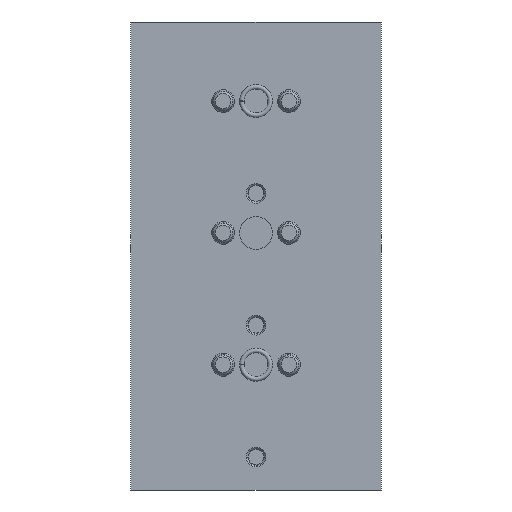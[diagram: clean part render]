
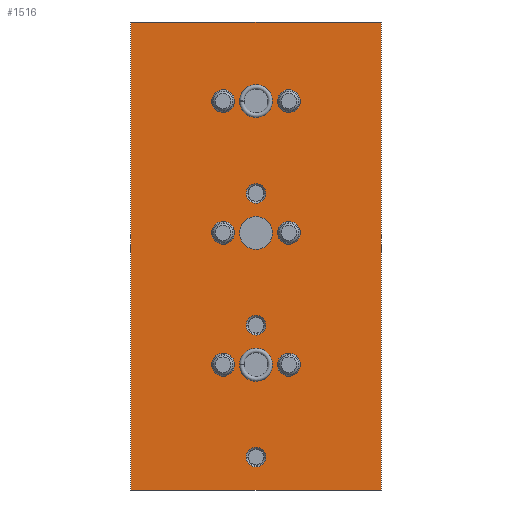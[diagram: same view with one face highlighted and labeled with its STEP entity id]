
A CAD part, front view. The second image highlights one B-rep face of the part: STEP entity #1516.
In plain terms, the highlighted planar face has unit normal (0, -1, 0).
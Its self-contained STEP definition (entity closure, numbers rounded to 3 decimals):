
#242=CIRCLE('',#1685,2.5);
#243=CIRCLE('',#1686,2.5);
#244=CIRCLE('',#1687,2.5);
#245=CIRCLE('',#1688,1.5);
#246=CIRCLE('',#1689,1.5);
#247=CIRCLE('',#1690,1.5);
#248=CIRCLE('',#1691,1.75);
#249=CIRCLE('',#1692,1.75);
#250=CIRCLE('',#1693,1.75);
#251=CIRCLE('',#1694,1.75);
#252=CIRCLE('',#1695,1.75);
#253=CIRCLE('',#1696,1.75);
#346=ORIENTED_EDGE('',*,*,#714,.F.);
#347=ORIENTED_EDGE('',*,*,#715,.F.);
#348=ORIENTED_EDGE('',*,*,#716,.F.);
#349=ORIENTED_EDGE('',*,*,#717,.F.);
#350=ORIENTED_EDGE('',*,*,#718,.F.);
#351=ORIENTED_EDGE('',*,*,#719,.F.);
#352=ORIENTED_EDGE('',*,*,#720,.F.);
#353=ORIENTED_EDGE('',*,*,#721,.F.);
#354=ORIENTED_EDGE('',*,*,#722,.F.);
#355=ORIENTED_EDGE('',*,*,#723,.F.);
#356=ORIENTED_EDGE('',*,*,#724,.F.);
#357=ORIENTED_EDGE('',*,*,#725,.F.);
#358=ORIENTED_EDGE('',*,*,#693,.F.);
#359=ORIENTED_EDGE('',*,*,#703,.F.);
#360=ORIENTED_EDGE('',*,*,#700,.F.);
#361=ORIENTED_EDGE('',*,*,#697,.F.);
#693=EDGE_CURVE('',#881,#882,#1027,.T.);
#697=EDGE_CURVE('',#882,#885,#1031,.T.);
#700=EDGE_CURVE('',#885,#887,#1034,.T.);
#703=EDGE_CURVE('',#887,#881,#1037,.T.);
#714=EDGE_CURVE('',#898,#898,#242,.T.);
#715=EDGE_CURVE('',#899,#899,#243,.T.);
#716=EDGE_CURVE('',#900,#900,#244,.T.);
#717=EDGE_CURVE('',#901,#901,#245,.T.);
#718=EDGE_CURVE('',#902,#902,#246,.T.);
#719=EDGE_CURVE('',#903,#903,#247,.T.);
#720=EDGE_CURVE('',#904,#904,#248,.T.);
#721=EDGE_CURVE('',#905,#905,#249,.T.);
#722=EDGE_CURVE('',#906,#906,#250,.T.);
#723=EDGE_CURVE('',#907,#907,#251,.T.);
#724=EDGE_CURVE('',#908,#908,#252,.T.);
#725=EDGE_CURVE('',#909,#909,#253,.T.);
#881=VERTEX_POINT('',#2342);
#882=VERTEX_POINT('',#2343);
#885=VERTEX_POINT('',#2351);
#887=VERTEX_POINT('',#2357);
#898=VERTEX_POINT('',#2385);
#899=VERTEX_POINT('',#2387);
#900=VERTEX_POINT('',#2389);
#901=VERTEX_POINT('',#2391);
#902=VERTEX_POINT('',#2393);
#903=VERTEX_POINT('',#2395);
#904=VERTEX_POINT('',#2397);
#905=VERTEX_POINT('',#2399);
#906=VERTEX_POINT('',#2401);
#907=VERTEX_POINT('',#2403);
#908=VERTEX_POINT('',#2405);
#909=VERTEX_POINT('',#2407);
#1027=LINE('',#2341,#1067);
#1031=LINE('',#2350,#1071);
#1034=LINE('',#2356,#1074);
#1037=LINE('',#2362,#1077);
#1067=VECTOR('',#1883,1000.);
#1071=VECTOR('',#1889,1000.);
#1074=VECTOR('',#1894,1000.);
#1077=VECTOR('',#1899,1000.);
#1121=EDGE_LOOP('',(#346));
#1122=EDGE_LOOP('',(#347));
#1123=EDGE_LOOP('',(#348));
#1124=EDGE_LOOP('',(#349));
#1125=EDGE_LOOP('',(#350));
#1126=EDGE_LOOP('',(#351));
#1127=EDGE_LOOP('',(#352));
#1128=EDGE_LOOP('',(#353));
#1129=EDGE_LOOP('',(#354));
#1130=EDGE_LOOP('',(#355));
#1131=EDGE_LOOP('',(#356));
#1132=EDGE_LOOP('',(#357));
#1133=EDGE_LOOP('',(#358,#359,#360,#361));
#1309=FACE_BOUND('',#1121,.T.);
#1310=FACE_BOUND('',#1122,.T.);
#1311=FACE_BOUND('',#1123,.T.);
#1312=FACE_BOUND('',#1124,.T.);
#1313=FACE_BOUND('',#1125,.T.);
#1314=FACE_BOUND('',#1126,.T.);
#1315=FACE_BOUND('',#1127,.T.);
#1316=FACE_BOUND('',#1128,.T.);
#1317=FACE_BOUND('',#1129,.T.);
#1318=FACE_BOUND('',#1130,.T.);
#1319=FACE_BOUND('',#1131,.T.);
#1320=FACE_BOUND('',#1132,.T.);
#1321=FACE_BOUND('',#1133,.T.);
#1490=PLANE('',#1684);
#1516=ADVANCED_FACE('',(#1309,#1310,#1311,#1312,#1313,#1314,#1315,#1316,
#1317,#1318,#1319,#1320,#1321),#1490,.F.);
#1684=AXIS2_PLACEMENT_3D('',#2383,#1921,#1922);
#1685=AXIS2_PLACEMENT_3D('',#2384,#1923,#1924);
#1686=AXIS2_PLACEMENT_3D('',#2386,#1925,#1926);
#1687=AXIS2_PLACEMENT_3D('',#2388,#1927,#1928);
#1688=AXIS2_PLACEMENT_3D('',#2390,#1929,#1930);
#1689=AXIS2_PLACEMENT_3D('',#2392,#1931,#1932);
#1690=AXIS2_PLACEMENT_3D('',#2394,#1933,#1934);
#1691=AXIS2_PLACEMENT_3D('',#2396,#1935,#1936);
#1692=AXIS2_PLACEMENT_3D('',#2398,#1937,#1938);
#1693=AXIS2_PLACEMENT_3D('',#2400,#1939,#1940);
#1694=AXIS2_PLACEMENT_3D('',#2402,#1941,#1942);
#1695=AXIS2_PLACEMENT_3D('',#2404,#1943,#1944);
#1696=AXIS2_PLACEMENT_3D('',#2406,#1945,#1946);
#1883=DIRECTION('',(0.,0.,1.));
#1889=DIRECTION('',(1.,0.,0.));
#1894=DIRECTION('',(0.,0.,-1.));
#1899=DIRECTION('',(-1.,0.,0.));
#1921=DIRECTION('',(0.,1.,0.));
#1922=DIRECTION('',(0.,0.,1.));
#1923=DIRECTION('',(0.,-1.,0.));
#1924=DIRECTION('',(0.,0.,-1.));
#1925=DIRECTION('',(0.,-1.,0.));
#1926=DIRECTION('',(0.,0.,-1.));
#1927=DIRECTION('',(0.,-1.,0.));
#1928=DIRECTION('',(0.,0.,-1.));
#1929=DIRECTION('',(0.,-1.,0.));
#1930=DIRECTION('',(0.,0.,-1.));
#1931=DIRECTION('',(0.,-1.,0.));
#1932=DIRECTION('',(0.,0.,-1.));
#1933=DIRECTION('',(0.,-1.,0.));
#1934=DIRECTION('',(0.,0.,-1.));
#1935=DIRECTION('',(0.,-1.,0.));
#1936=DIRECTION('',(0.,0.,-1.));
#1937=DIRECTION('',(0.,-1.,0.));
#1938=DIRECTION('',(0.,0.,-1.));
#1939=DIRECTION('',(0.,-1.,0.));
#1940=DIRECTION('',(0.,0.,-1.));
#1941=DIRECTION('',(0.,-1.,0.));
#1942=DIRECTION('',(0.,0.,-1.));
#1943=DIRECTION('',(0.,-1.,0.));
#1944=DIRECTION('',(0.,0.,-1.));
#1945=DIRECTION('',(0.,-1.,0.));
#1946=DIRECTION('',(0.,0.,-1.));
#2341=CARTESIAN_POINT('',(-19.,0.,0.));
#2342=CARTESIAN_POINT('',(-19.,0.,0.));
#2343=CARTESIAN_POINT('',(-19.,0.,71.));
#2350=CARTESIAN_POINT('',(-19.,0.,71.));
#2351=CARTESIAN_POINT('',(19.,0.,71.));
#2356=CARTESIAN_POINT('',(19.,0.,71.));
#2357=CARTESIAN_POINT('',(19.,0.,0.));
#2362=CARTESIAN_POINT('',(19.,0.,0.));
#2383=CARTESIAN_POINT('',(0.,0.,0.));
#2384=CARTESIAN_POINT('',(0.,0.,59.));
#2385=CARTESIAN_POINT('',(0.,0.,56.5));
#2386=CARTESIAN_POINT('',(0.,0.,39.));
#2387=CARTESIAN_POINT('',(0.,0.,36.5));
#2388=CARTESIAN_POINT('',(0.,0.,19.));
#2389=CARTESIAN_POINT('',(0.,0.,16.5));
#2390=CARTESIAN_POINT('',(0.,0.,45.));
#2391=CARTESIAN_POINT('',(0.,0.,43.5));
#2392=CARTESIAN_POINT('',(0.,0.,25.));
#2393=CARTESIAN_POINT('',(0.,0.,23.5));
#2394=CARTESIAN_POINT('',(0.,0.,5.));
#2395=CARTESIAN_POINT('',(0.,0.,3.5));
#2396=CARTESIAN_POINT('',(-5.,0.,59.));
#2397=CARTESIAN_POINT('',(-5.,0.,57.25));
#2398=CARTESIAN_POINT('',(-5.,0.,39.));
#2399=CARTESIAN_POINT('',(-5.,0.,37.25));
#2400=CARTESIAN_POINT('',(-5.,0.,19.));
#2401=CARTESIAN_POINT('',(-5.,0.,17.25));
#2402=CARTESIAN_POINT('',(5.,0.,59.));
#2403=CARTESIAN_POINT('',(5.,0.,57.25));
#2404=CARTESIAN_POINT('',(5.,0.,39.));
#2405=CARTESIAN_POINT('',(5.,0.,37.25));
#2406=CARTESIAN_POINT('',(5.,0.,19.));
#2407=CARTESIAN_POINT('',(5.,0.,17.25));
